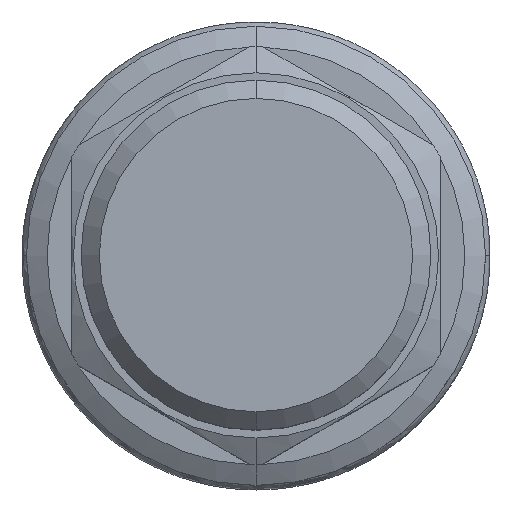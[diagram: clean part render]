
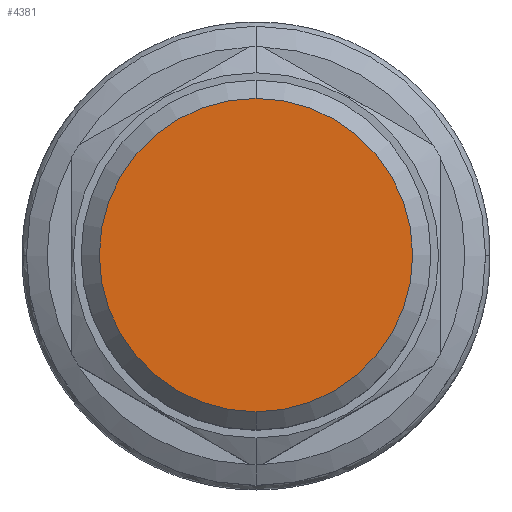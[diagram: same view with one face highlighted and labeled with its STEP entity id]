
A CAD part, top view. The second image highlights one B-rep face of the part: STEP entity #4381.
In plain terms, the highlighted planar face has unit normal (0, 0, 1).
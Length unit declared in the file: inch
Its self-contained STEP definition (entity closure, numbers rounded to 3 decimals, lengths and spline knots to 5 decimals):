
#2652=CARTESIAN_POINT('',(0.,0.,4.28));
#2653=DIRECTION('',(0.,0.,1.));
#2654=DIRECTION('',(0.,-1.,0.));
#2655=AXIS2_PLACEMENT_3D('',#2652,#2653,#2654);
#2670=CARTESIAN_POINT('',(0.,0.,4.28));
#2671=DIRECTION('',(0.,0.,1.));
#2672=DIRECTION('',(0.,1.,0.));
#2673=AXIS2_PLACEMENT_3D('',#2670,#2671,#2672);
#3104=CARTESIAN_POINT('',(0.,0.532,4.28));
#3105=CARTESIAN_POINT('',(0.,-0.532,4.28));
#3106=VERTEX_POINT('',#3104);
#3107=VERTEX_POINT('',#3105);
#4371=CARTESIAN_POINT('',(0.,0.,4.28));
#4372=DIRECTION('',(0.,0.,1.));
#4373=DIRECTION('',(0.,1.,0.));
#4374=AXIS2_PLACEMENT_3D('',#4371,#4372,#4373);
#4375=PLANE('',#4374);
#4376=ORIENTED_EDGE('',*,*,#4361,.F.);
#4378=ORIENTED_EDGE('',*,*,#4377,.F.);
#4379=EDGE_LOOP('',(#4376,#4378));
#4380=FACE_OUTER_BOUND('',#4379,.F.);
#4381=ADVANCED_FACE('',(#4380),#4375,.T.);
#2656=CIRCLE('',#2655,0.532);
#2674=CIRCLE('',#2673,0.532);
#4361=EDGE_CURVE('',#3107,#3106,#2656,.T.);
#4377=EDGE_CURVE('',#3106,#3107,#2674,.T.);
